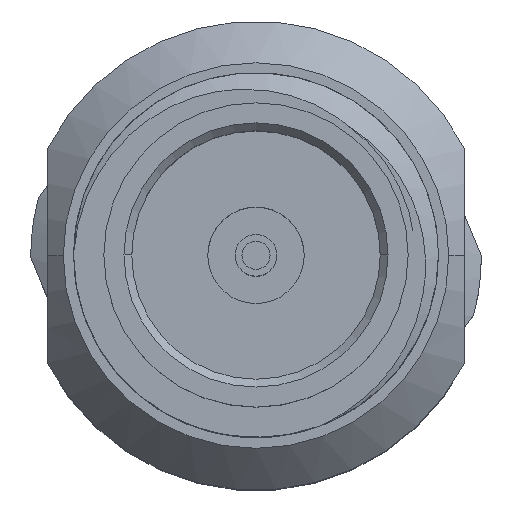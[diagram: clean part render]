
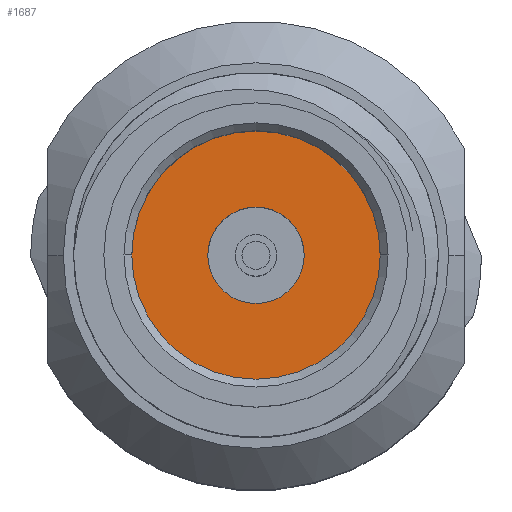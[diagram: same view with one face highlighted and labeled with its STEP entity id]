
A CAD part, top view. The second image highlights one B-rep face of the part: STEP entity #1687.
In plain terms, the highlighted planar face has unit normal (0, 0, 1).
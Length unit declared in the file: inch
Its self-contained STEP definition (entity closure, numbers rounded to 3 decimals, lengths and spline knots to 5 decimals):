
#201 = EDGE_CURVE ( 'NONE', #2903, #3944, #2055, .T. ) ;
#337 = EDGE_CURVE ( 'NONE', #1324, #881, #1401, .T. ) ;
#423 = ORIENTED_EDGE ( 'NONE', *, *, #337, .T. ) ;
#489 = CARTESIAN_POINT ( 'NONE',  ( 0.0939, 0., 0.12008 ) ) ;
#562 = ORIENTED_EDGE ( 'NONE', *, *, #2200, .F. ) ;
#619 = CARTESIAN_POINT ( 'NONE',  ( -0.03642, 0., 0.12008 ) ) ;
#791 = CARTESIAN_POINT ( 'NONE',  ( 0., 0., 0.12008 ) ) ;
#875 = DIRECTION ( 'NONE',  ( 0., 0., 1. ) ) ;
#881 = VERTEX_POINT ( 'NONE', #489 ) ;
#934 = DIRECTION ( 'NONE',  ( 1., 0., 0. ) ) ;
#946 = DIRECTION ( 'NONE',  ( 1., 0., 0. ) ) ;
#955 = CARTESIAN_POINT ( 'NONE',  ( 0., 0., 0.12008 ) ) ;
#1324 = VERTEX_POINT ( 'NONE', #1481 ) ;
#1401 = CIRCLE ( 'NONE', #3141, 0.0939 ) ;
#1481 = CARTESIAN_POINT ( 'NONE',  ( -0.0939, 0., 0.12008 ) ) ;
#1595 = FACE_BOUND ( 'NONE', #3926, .T. ) ;
#1637 = CARTESIAN_POINT ( 'NONE',  ( 0., 0., 0.12008 ) ) ;
#1687 = ADVANCED_FACE ( 'NONE', ( #1595, #4251 ), #2039, .T. ) ;
#2037 = DIRECTION ( 'NONE',  ( 0., 0., 1. ) ) ;
#2039 = PLANE ( 'NONE',  #4614 ) ;
#2055 = CIRCLE ( 'NONE', #3312, 0.03642 ) ;
#2115 = EDGE_LOOP ( 'NONE', ( #3795, #423 ) ) ;
#2200 = EDGE_CURVE ( 'NONE', #3944, #2903, #4858, .T. ) ;
#2378 = ORIENTED_EDGE ( 'NONE', *, *, #201, .F. ) ;
#2403 = AXIS2_PLACEMENT_3D ( 'NONE', #955, #2795, #934 ) ;
#2795 = DIRECTION ( 'NONE',  ( 0., 0., 1. ) ) ;
#2867 = DIRECTION ( 'NONE',  ( 0., 0., 1. ) ) ;
#2903 = VERTEX_POINT ( 'NONE', #619 ) ;
#3141 = AXIS2_PLACEMENT_3D ( 'NONE', #1637, #2037, #946 ) ;
#3187 = EDGE_CURVE ( 'NONE', #881, #1324, #4248, .T. ) ;
#3312 = AXIS2_PLACEMENT_3D ( 'NONE', #791, #3809, #4557 ) ;
#3523 = AXIS2_PLACEMENT_3D ( 'NONE', #4309, #2867, #4332 ) ;
#3548 = DIRECTION ( 'NONE',  ( 1., 0., 0. ) ) ;
#3795 = ORIENTED_EDGE ( 'NONE', *, *, #3187, .T. ) ;
#3796 = CARTESIAN_POINT ( 'NONE',  ( 0.03642, 0., 0.12008 ) ) ;
#3809 = DIRECTION ( 'NONE',  ( 0., 0., 1. ) ) ;
#3926 = EDGE_LOOP ( 'NONE', ( #562, #2378 ) ) ;
#3944 = VERTEX_POINT ( 'NONE', #3796 ) ;
#4248 = CIRCLE ( 'NONE', #3523, 0.0939 ) ;
#4251 = FACE_OUTER_BOUND ( 'NONE', #2115, .T. ) ;
#4272 = CARTESIAN_POINT ( 'NONE',  ( 0., 0., 0.12008 ) ) ;
#4309 = CARTESIAN_POINT ( 'NONE',  ( 0., 0., 0.12008 ) ) ;
#4332 = DIRECTION ( 'NONE',  ( 1., 0., 0. ) ) ;
#4557 = DIRECTION ( 'NONE',  ( 1., 0., 0. ) ) ;
#4614 = AXIS2_PLACEMENT_3D ( 'NONE', #4272, #875, #3548 ) ;
#4858 = CIRCLE ( 'NONE', #2403, 0.03642 ) ;
